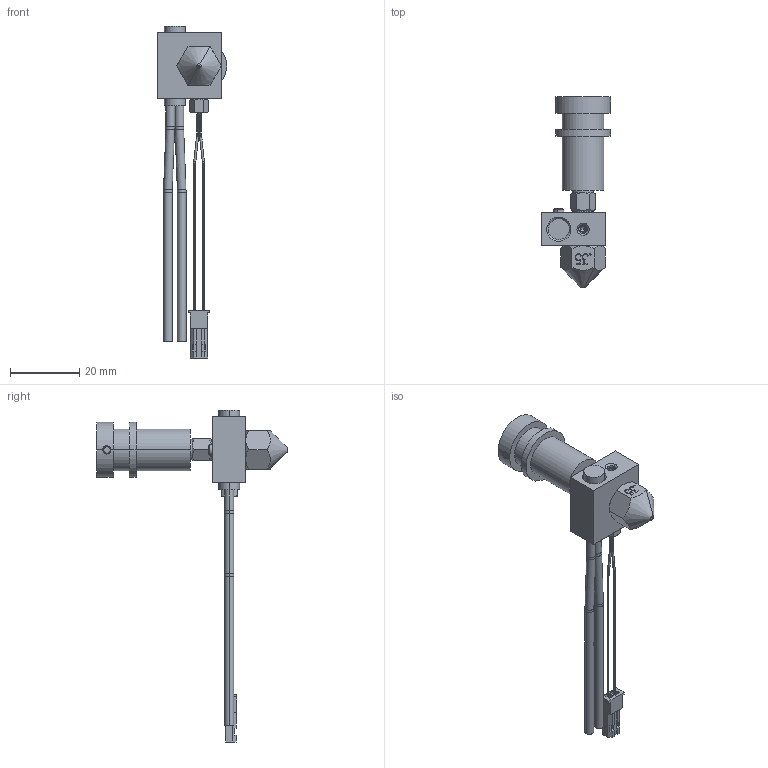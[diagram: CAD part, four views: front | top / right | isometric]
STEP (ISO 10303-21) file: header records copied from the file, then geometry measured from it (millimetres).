
FILE_DESCRIPTION (( 'STEP AP203' ), '1' );
FILE_NAME ('mg15-hotend-assemby.step', '2013-05-24T02:06:36', ( 'dm' ), ( '' ), 'STEP 2.0', '', '' );
FILE_SCHEMA (( 'CONFIG_CONTROL_DESIGN' ));
Length unit declared in the file: millimetre
Products named in the file (16): Cartridge Heater, 6 x 24 mm, 40W 12V_Cartridge Heater 12V 40W; MG Hot End, Heater Block_MG05B Heater Block; MG Hot End, Barrel Modified_MG02-3.2 Barrel; MG Grove Mount Assembly_MG12-2.0 Groove Mount Assembly; Dowel Pin, 0.9375 x 0.1875 Inch, McMaster, 90145A433_Dowel Pin, 0.9375 x 0.1875 Inch, McMaster, 90145A433; MG Hot End, PTFE Insert_MG04-2.0 PTFE Insert; MG Hot End, Groove Mount_MG03 PEEK Groove Mount; mg15-hotend-assemby; MG Hot End, Nozzle_MG01-0.35 Nozzle; MG Heater Block Assembly_MG11B Heater Block Assembly with 2 x set screws; Set Screw, M3 x 6, 91390A100_Set Screw, M3 x 6, McMaster, 91390A100; Set Screw, M3 x 3, 92029A100_Set Screw, M3 x 3, McMaster, 92029A100; MG modular Thermistor_MG10B Enclosed Moduar Thermistor; Connector, JST, 2 Pole, Female_2 Pole Female JST Connector; Thremistor, EPCOS  B57560G104F  NTC_EPCOS  B57560G104F  NTC 100K Thermistor; MG M3 Hex Stud_M3x4 Brass Hex Stud
Assembly tree (16 placements, depth 4):
  mg15-hotend-assemby
    MG Grove Mount Assembly_MG12-2.0 Groove Mount Assembly
      MG Hot End, Groove Mount_MG03 PEEK Groove Mount
      MG Hot End, PTFE Insert_MG04-2.0 PTFE Insert
      Dowel Pin, 0.9375 x 0.1875 Inch, McMaster, 90145A433_Dowel Pin, 0.9375 x 0.1875 Inch, McMaster, 90145A433  x2
    MG Hot End, Barrel Modified_MG02-3.2 Barrel
    MG Heater Block Assembly_MG11B Heater Block Assembly with 2 x set screws
      MG Hot End, Heater Block_MG05B Heater Block
      Cartridge Heater, 6 x 24 mm, 40W 12V_Cartridge Heater 12V 40W
      MG modular Thermistor_MG10B Enclosed Moduar Thermistor
        MG M3 Hex Stud_M3x4 Brass Hex Stud
        Thremistor, EPCOS  B57560G104F  NTC_EPCOS  B57560G104F  NTC 100K Thermistor
        Connector, JST, 2 Pole, Female_2 Pole Female JST Connector
      Set Screw, M3 x 3, 92029A100_Set Screw, M3 x 3, McMaster, 92029A100
      Set Screw, M3 x 6, 91390A100_Set Screw, M3 x 6, McMaster, 91390A100
    MG Hot End, Nozzle_MG01-0.35 Nozzle
Bounding box: 19.94 x 55 x 95.72 mm (x, y, z)
Volume: 8923.7 mm3; surface area: 9510.3 mm2
Topology: 19 solids, 19 shells, 427 faces, 985 edges, 589 vertices
Faces by surface type: plane 161, cylinder 118, cone 90, torus 32, bspline 26
Entity records: 15149 total; most frequent: CARTESIAN_POINT 4049, DIRECTION 1975, ORIENTED_EDGE 1914, EDGE_CURVE 957, AXIS2_PLACEMENT_3D 755, VERTEX_POINT 581, LINE 465, VECTOR 465
